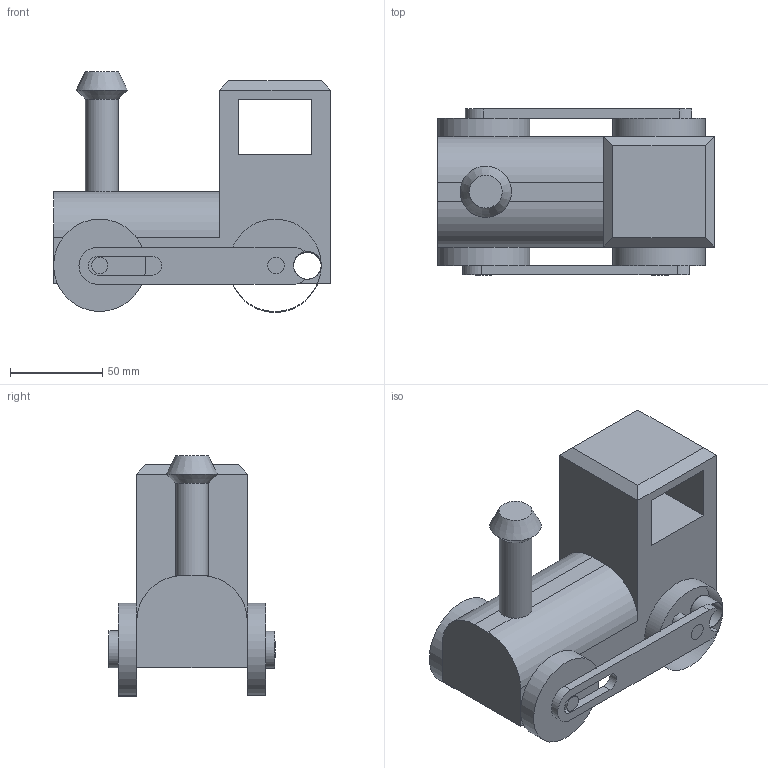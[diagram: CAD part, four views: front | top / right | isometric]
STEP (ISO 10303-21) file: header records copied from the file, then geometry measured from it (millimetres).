
FILE_DESCRIPTION(/* description */ (''),/* implementation_level */ '2;1');
FILE_NAME(/* name */ 'car v7.step',/* time_stamp */ '2021-07-27T15:43:03+09:00',/* author */ (''),/* organization */ (''),/* preprocessor_version */ 'ST-DEVELOPER v18.1',/* originating_system */ 'Autodesk Translation Framework v10.9.0.1377',/* authorisation */ '');
FILE_SCHEMA (('AUTOMOTIVE_DESIGN { 1 0 10303 214 3 1 1 }'));
Length unit declared in the file: millimetre
Products named in the file (11): car; Component1; 車軸; 煙突; 右前タイヤ; 右後ろ; 左; 本体; 左後ろ; Component9; Component10
Assembly tree (11 placements, depth 2):
  car
    Component1
    車軸  x2
    煙突
    右前タイヤ
    右後ろ
    左
    本体
    左後ろ
    Component9
    Component10
Bounding box: 150 x 90 x 130.5 mm (x, y, z)
Volume: 652079.6 mm3; surface area: 106543.2 mm2
Topology: 9 solids, 10 shells, 76 faces, 162 edges, 102 vertices
Faces by surface type: plane 42, cylinder 32, cone 2
Full cylindrical faces by diameter (mm): 8.918 x8, 15 x3, 17.823 x1, 50 x2
Entity records: 2387 total; most frequent: DIRECTION 413, CARTESIAN_POINT 354, ORIENTED_EDGE 318, EDGE_CURVE 159, AXIS2_PLACEMENT_3D 159, VERTEX_POINT 100, LINE 95, VECTOR 95
